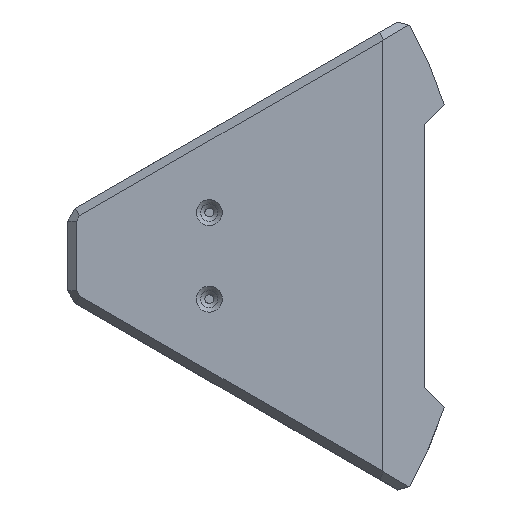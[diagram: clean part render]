
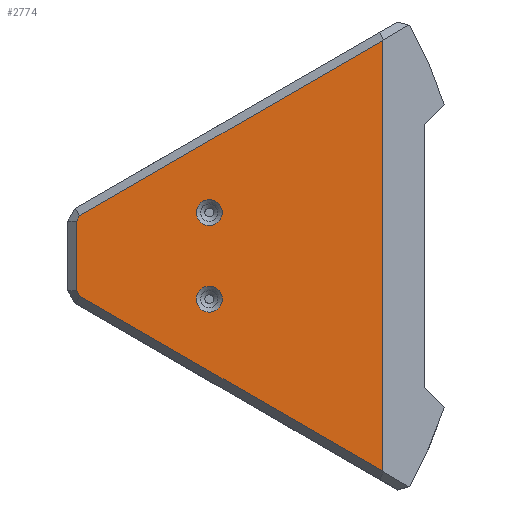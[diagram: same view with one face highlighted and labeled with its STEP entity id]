
A CAD part, top view. The second image highlights one B-rep face of the part: STEP entity #2774.
In plain terms, the highlighted planar face has unit normal (0, 0, 1).
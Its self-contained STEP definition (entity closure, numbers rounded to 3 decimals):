
#158 = PLANE('',#159);
#159 = AXIS2_PLACEMENT_3D('',#160,#161,#162);
#160 = CARTESIAN_POINT('',(55.,0.,55.));
#161 = DIRECTION('',(-0.707,-0.,-0.707));
#162 = DIRECTION('',(-0.707,0.,0.707));
#1507 = VERTEX_POINT('',#1508);
#1508 = CARTESIAN_POINT('',(45.,-24.826,65.));
#1522 = PLANE('',#1523);
#1523 = AXIS2_PLACEMENT_3D('',#1524,#1525,#1526);
#1524 = CARTESIAN_POINT('',(8.91,-4.567,64.5));
#1525 = DIRECTION('',(0.354,0.612,-0.707));
#1526 = DIRECTION('',(0.866,-0.5,0.));
#1534 = EDGE_CURVE('',#1535,#1507,#1537,.T.);
#1535 = VERTEX_POINT('',#1536);
#1536 = CARTESIAN_POINT('',(45.,24.826,65.));
#1537 = SURFACE_CURVE('',#1538,(#1542,#1549),.PCURVE_S1.);
#1538 = LINE('',#1539,#1540);
#1539 = CARTESIAN_POINT('',(45.,55.,65.));
#1540 = VECTOR('',#1541,1.);
#1541 = DIRECTION('',(0.,-1.,0.));
#1542 = PCURVE('',#158,#1543);
#1543 = DEFINITIONAL_REPRESENTATION('',(#1544),#1548);
#1544 = LINE('',#1545,#1546);
#1545 = CARTESIAN_POINT('',(14.142,55.));
#1546 = VECTOR('',#1547,1.);
#1547 = DIRECTION('',(0.,-1.));
#1548 = ( GEOMETRIC_REPRESENTATION_CONTEXT(2) 
PARAMETRIC_REPRESENTATION_CONTEXT() REPRESENTATION_CONTEXT('2D SPACE',''
  ) );
#1549 = PCURVE('',#1550,#1555);
#1550 = PLANE('',#1551);
#1551 = AXIS2_PLACEMENT_3D('',#1552,#1553,#1554);
#1552 = CARTESIAN_POINT('',(35.592,0.,65.));
#1553 = DIRECTION('',(0.,0.,1.));
#1554 = DIRECTION('',(1.,0.,-0.));
#1555 = DEFINITIONAL_REPRESENTATION('',(#1556),#1560);
#1556 = LINE('',#1557,#1558);
#1557 = CARTESIAN_POINT('',(9.408,55.));
#1558 = VECTOR('',#1559,1.);
#1559 = DIRECTION('',(0.,-1.));
#1560 = ( GEOMETRIC_REPRESENTATION_CONTEXT(2) 
PARAMETRIC_REPRESENTATION_CONTEXT() REPRESENTATION_CONTEXT('2D SPACE',''
  ) );
#1578 = PLANE('',#1579);
#1579 = AXIS2_PLACEMENT_3D('',#1580,#1581,#1582);
#1580 = CARTESIAN_POINT('',(45.25,25.548,64.5));
#1581 = DIRECTION('',(0.354,-0.612,-0.707));
#1582 = DIRECTION('',(0.866,0.5,0.));
#2726 = VERTEX_POINT('',#2727);
#2727 = CARTESIAN_POINT('',(10.026,-4.634,65.));
#2741 = PLANE('',#2742);
#2742 = AXIS2_PLACEMENT_3D('',#2743,#2744,#2745);
#2743 = CARTESIAN_POINT('',(9.66,-4.,65.));
#2744 = DIRECTION('',(0.655,0.378,-0.655));
#2745 = DIRECTION('',(0.5,-0.866,0.));
#2753 = EDGE_CURVE('',#2726,#1507,#2754,.T.);
#2754 = SURFACE_CURVE('',#2755,(#2759,#2766),.PCURVE_S1.);
#2755 = LINE('',#2756,#2757);
#2756 = CARTESIAN_POINT('',(9.16,-4.134,65.));
#2757 = VECTOR('',#2758,1.);
#2758 = DIRECTION('',(0.866,-0.5,0.));
#2759 = PCURVE('',#1522,#2760);
#2760 = DEFINITIONAL_REPRESENTATION('',(#2761),#2765);
#2761 = LINE('',#2762,#2763);
#2762 = CARTESIAN_POINT('',(0.,-0.707));
#2763 = VECTOR('',#2764,1.);
#2764 = DIRECTION('',(1.,0.));
#2765 = ( GEOMETRIC_REPRESENTATION_CONTEXT(2) 
PARAMETRIC_REPRESENTATION_CONTEXT() REPRESENTATION_CONTEXT('2D SPACE',''
  ) );
#2766 = PCURVE('',#1550,#2767);
#2767 = DEFINITIONAL_REPRESENTATION('',(#2768),#2772);
#2768 = LINE('',#2769,#2770);
#2769 = CARTESIAN_POINT('',(-26.432,-4.134));
#2770 = VECTOR('',#2771,1.);
#2771 = DIRECTION('',(0.866,-0.5));
#2772 = ( GEOMETRIC_REPRESENTATION_CONTEXT(2) 
PARAMETRIC_REPRESENTATION_CONTEXT() REPRESENTATION_CONTEXT('2D SPACE',''
  ) );
#2774 = ADVANCED_FACE('',(#2775,#2806,#2910),#1550,.T.);
#2775 = FACE_BOUND('',#2776,.T.);
#2776 = EDGE_LOOP('',(#2777));
#2777 = ORIENTED_EDGE('',*,*,#2778,.F.);
#2778 = EDGE_CURVE('',#2779,#2779,#2781,.T.);
#2779 = VERTEX_POINT('',#2780);
#2780 = CARTESIAN_POINT('',(26.5,-5.,65.));
#2781 = SURFACE_CURVE('',#2782,(#2787,#2794),.PCURVE_S1.);
#2782 = CIRCLE('',#2783,1.5);
#2783 = AXIS2_PLACEMENT_3D('',#2784,#2785,#2786);
#2784 = CARTESIAN_POINT('',(25.,-5.,65.));
#2785 = DIRECTION('',(0.,0.,1.));
#2786 = DIRECTION('',(1.,0.,-0.));
#2787 = PCURVE('',#1550,#2788);
#2788 = DEFINITIONAL_REPRESENTATION('',(#2789),#2793);
#2789 = CIRCLE('',#2790,1.5);
#2790 = AXIS2_PLACEMENT_2D('',#2791,#2792);
#2791 = CARTESIAN_POINT('',(-10.592,-5.));
#2792 = DIRECTION('',(1.,0.));
#2793 = ( GEOMETRIC_REPRESENTATION_CONTEXT(2) 
PARAMETRIC_REPRESENTATION_CONTEXT() REPRESENTATION_CONTEXT('2D SPACE',''
  ) );
#2794 = PCURVE('',#2795,#2800);
#2795 = CONICAL_SURFACE('',#2796,1.,0.785);
#2796 = AXIS2_PLACEMENT_3D('',#2797,#2798,#2799);
#2797 = CARTESIAN_POINT('',(25.,-5.,64.5));
#2798 = DIRECTION('',(0.,0.,1.));
#2799 = DIRECTION('',(1.,0.,-0.));
#2800 = DEFINITIONAL_REPRESENTATION('',(#2801),#2805);
#2801 = LINE('',#2802,#2803);
#2802 = CARTESIAN_POINT('',(-0.,0.5));
#2803 = VECTOR('',#2804,1.);
#2804 = DIRECTION('',(1.,-0.));
#2805 = ( GEOMETRIC_REPRESENTATION_CONTEXT(2) 
PARAMETRIC_REPRESENTATION_CONTEXT() REPRESENTATION_CONTEXT('2D SPACE',''
  ) );
#2806 = FACE_BOUND('',#2807,.T.);
#2807 = EDGE_LOOP('',(#2808,#2809,#2832,#2860,#2888,#2909));
#2808 = ORIENTED_EDGE('',*,*,#1534,.F.);
#2809 = ORIENTED_EDGE('',*,*,#2810,.T.);
#2810 = EDGE_CURVE('',#1535,#2811,#2813,.T.);
#2811 = VERTEX_POINT('',#2812);
#2812 = CARTESIAN_POINT('',(10.026,4.634,65.));
#2813 = SURFACE_CURVE('',#2814,(#2818,#2825),.PCURVE_S1.);
#2814 = LINE('',#2815,#2816);
#2815 = CARTESIAN_POINT('',(45.5,25.115,65.));
#2816 = VECTOR('',#2817,1.);
#2817 = DIRECTION('',(-0.866,-0.5,0.));
#2818 = PCURVE('',#1550,#2819);
#2819 = DEFINITIONAL_REPRESENTATION('',(#2820),#2824);
#2820 = LINE('',#2821,#2822);
#2821 = CARTESIAN_POINT('',(9.908,25.115));
#2822 = VECTOR('',#2823,1.);
#2823 = DIRECTION('',(-0.866,-0.5));
#2824 = ( GEOMETRIC_REPRESENTATION_CONTEXT(2) 
PARAMETRIC_REPRESENTATION_CONTEXT() REPRESENTATION_CONTEXT('2D SPACE',''
  ) );
#2825 = PCURVE('',#1578,#2826);
#2826 = DEFINITIONAL_REPRESENTATION('',(#2827),#2831);
#2827 = LINE('',#2828,#2829);
#2828 = CARTESIAN_POINT('',(0.,0.707));
#2829 = VECTOR('',#2830,1.);
#2830 = DIRECTION('',(-1.,0.));
#2831 = ( GEOMETRIC_REPRESENTATION_CONTEXT(2) 
PARAMETRIC_REPRESENTATION_CONTEXT() REPRESENTATION_CONTEXT('2D SPACE',''
  ) );
#2832 = ORIENTED_EDGE('',*,*,#2833,.T.);
#2833 = EDGE_CURVE('',#2811,#2834,#2836,.T.);
#2834 = VERTEX_POINT('',#2835);
#2835 = CARTESIAN_POINT('',(9.66,4.,65.));
#2836 = SURFACE_CURVE('',#2837,(#2841,#2848),.PCURVE_S1.);
#2837 = LINE('',#2838,#2839);
#2838 = CARTESIAN_POINT('',(12.219,8.431,65.));
#2839 = VECTOR('',#2840,1.);
#2840 = DIRECTION('',(-0.5,-0.866,0.));
#2841 = PCURVE('',#1550,#2842);
#2842 = DEFINITIONAL_REPRESENTATION('',(#2843),#2847);
#2843 = LINE('',#2844,#2845);
#2844 = CARTESIAN_POINT('',(-23.373,8.431));
#2845 = VECTOR('',#2846,1.);
#2846 = DIRECTION('',(-0.5,-0.866));
#2847 = ( GEOMETRIC_REPRESENTATION_CONTEXT(2) 
PARAMETRIC_REPRESENTATION_CONTEXT() REPRESENTATION_CONTEXT('2D SPACE',''
  ) );
#2848 = PCURVE('',#2849,#2854);
#2849 = PLANE('',#2850);
#2850 = AXIS2_PLACEMENT_3D('',#2851,#2852,#2853);
#2851 = CARTESIAN_POINT('',(10.026,4.634,65.));
#2852 = DIRECTION('',(0.655,-0.378,-0.655));
#2853 = DIRECTION('',(-0.5,-0.866,0.));
#2854 = DEFINITIONAL_REPRESENTATION('',(#2855),#2859);
#2855 = LINE('',#2856,#2857);
#2856 = CARTESIAN_POINT('',(-4.385,0.));
#2857 = VECTOR('',#2858,1.);
#2858 = DIRECTION('',(1.,0.));
#2859 = ( GEOMETRIC_REPRESENTATION_CONTEXT(2) 
PARAMETRIC_REPRESENTATION_CONTEXT() REPRESENTATION_CONTEXT('2D SPACE',''
  ) );
#2860 = ORIENTED_EDGE('',*,*,#2861,.T.);
#2861 = EDGE_CURVE('',#2834,#2862,#2864,.T.);
#2862 = VERTEX_POINT('',#2863);
#2863 = CARTESIAN_POINT('',(9.66,-4.,65.));
#2864 = SURFACE_CURVE('',#2865,(#2869,#2876),.PCURVE_S1.);
#2865 = LINE('',#2866,#2867);
#2866 = CARTESIAN_POINT('',(9.66,5.,65.));
#2867 = VECTOR('',#2868,1.);
#2868 = DIRECTION('',(0.,-1.,0.));
#2869 = PCURVE('',#1550,#2870);
#2870 = DEFINITIONAL_REPRESENTATION('',(#2871),#2875);
#2871 = LINE('',#2872,#2873);
#2872 = CARTESIAN_POINT('',(-25.932,5.));
#2873 = VECTOR('',#2874,1.);
#2874 = DIRECTION('',(0.,-1.));
#2875 = ( GEOMETRIC_REPRESENTATION_CONTEXT(2) 
PARAMETRIC_REPRESENTATION_CONTEXT() REPRESENTATION_CONTEXT('2D SPACE',''
  ) );
#2876 = PCURVE('',#2877,#2882);
#2877 = PLANE('',#2878);
#2878 = AXIS2_PLACEMENT_3D('',#2879,#2880,#2881);
#2879 = CARTESIAN_POINT('',(9.16,5.,64.5));
#2880 = DIRECTION('',(0.707,0.,-0.707
    ));
#2881 = DIRECTION('',(0.,1.,0.));
#2882 = DEFINITIONAL_REPRESENTATION('',(#2883),#2887);
#2883 = LINE('',#2884,#2885);
#2884 = CARTESIAN_POINT('',(-0.,0.707));
#2885 = VECTOR('',#2886,1.);
#2886 = DIRECTION('',(-1.,0.));
#2887 = ( GEOMETRIC_REPRESENTATION_CONTEXT(2) 
PARAMETRIC_REPRESENTATION_CONTEXT() REPRESENTATION_CONTEXT('2D SPACE',''
  ) );
#2888 = ORIENTED_EDGE('',*,*,#2889,.T.);
#2889 = EDGE_CURVE('',#2862,#2726,#2890,.T.);
#2890 = SURFACE_CURVE('',#2891,(#2895,#2902),.PCURVE_S1.);
#2891 = LINE('',#2892,#2893);
#2892 = CARTESIAN_POINT('',(12.036,-8.114,65.));
#2893 = VECTOR('',#2894,1.);
#2894 = DIRECTION('',(0.5,-0.866,0.));
#2895 = PCURVE('',#1550,#2896);
#2896 = DEFINITIONAL_REPRESENTATION('',(#2897),#2901);
#2897 = LINE('',#2898,#2899);
#2898 = CARTESIAN_POINT('',(-23.556,-8.114));
#2899 = VECTOR('',#2900,1.);
#2900 = DIRECTION('',(0.5,-0.866));
#2901 = ( GEOMETRIC_REPRESENTATION_CONTEXT(2) 
PARAMETRIC_REPRESENTATION_CONTEXT() REPRESENTATION_CONTEXT('2D SPACE',''
  ) );
#2902 = PCURVE('',#2741,#2903);
#2903 = DEFINITIONAL_REPRESENTATION('',(#2904),#2908);
#2904 = LINE('',#2905,#2906);
#2905 = CARTESIAN_POINT('',(4.751,0.));
#2906 = VECTOR('',#2907,1.);
#2907 = DIRECTION('',(1.,0.));
#2908 = ( GEOMETRIC_REPRESENTATION_CONTEXT(2) 
PARAMETRIC_REPRESENTATION_CONTEXT() REPRESENTATION_CONTEXT('2D SPACE',''
  ) );
#2909 = ORIENTED_EDGE('',*,*,#2753,.T.);
#2910 = FACE_BOUND('',#2911,.T.);
#2911 = EDGE_LOOP('',(#2912));
#2912 = ORIENTED_EDGE('',*,*,#2913,.F.);
#2913 = EDGE_CURVE('',#2914,#2914,#2916,.T.);
#2914 = VERTEX_POINT('',#2915);
#2915 = CARTESIAN_POINT('',(26.5,5.,65.));
#2916 = SURFACE_CURVE('',#2917,(#2922,#2929),.PCURVE_S1.);
#2917 = CIRCLE('',#2918,1.5);
#2918 = AXIS2_PLACEMENT_3D('',#2919,#2920,#2921);
#2919 = CARTESIAN_POINT('',(25.,5.,65.));
#2920 = DIRECTION('',(0.,0.,1.));
#2921 = DIRECTION('',(1.,0.,-0.));
#2922 = PCURVE('',#1550,#2923);
#2923 = DEFINITIONAL_REPRESENTATION('',(#2924),#2928);
#2924 = CIRCLE('',#2925,1.5);
#2925 = AXIS2_PLACEMENT_2D('',#2926,#2927);
#2926 = CARTESIAN_POINT('',(-10.592,5.));
#2927 = DIRECTION('',(1.,0.));
#2928 = ( GEOMETRIC_REPRESENTATION_CONTEXT(2) 
PARAMETRIC_REPRESENTATION_CONTEXT() REPRESENTATION_CONTEXT('2D SPACE',''
  ) );
#2929 = PCURVE('',#2930,#2935);
#2930 = CONICAL_SURFACE('',#2931,1.,0.785);
#2931 = AXIS2_PLACEMENT_3D('',#2932,#2933,#2934);
#2932 = CARTESIAN_POINT('',(25.,5.,64.5));
#2933 = DIRECTION('',(0.,0.,1.));
#2934 = DIRECTION('',(1.,0.,-0.));
#2935 = DEFINITIONAL_REPRESENTATION('',(#2936),#2940);
#2936 = LINE('',#2937,#2938);
#2937 = CARTESIAN_POINT('',(-0.,0.5));
#2938 = VECTOR('',#2939,1.);
#2939 = DIRECTION('',(1.,-0.));
#2940 = ( GEOMETRIC_REPRESENTATION_CONTEXT(2) 
PARAMETRIC_REPRESENTATION_CONTEXT() REPRESENTATION_CONTEXT('2D SPACE',''
  ) );
